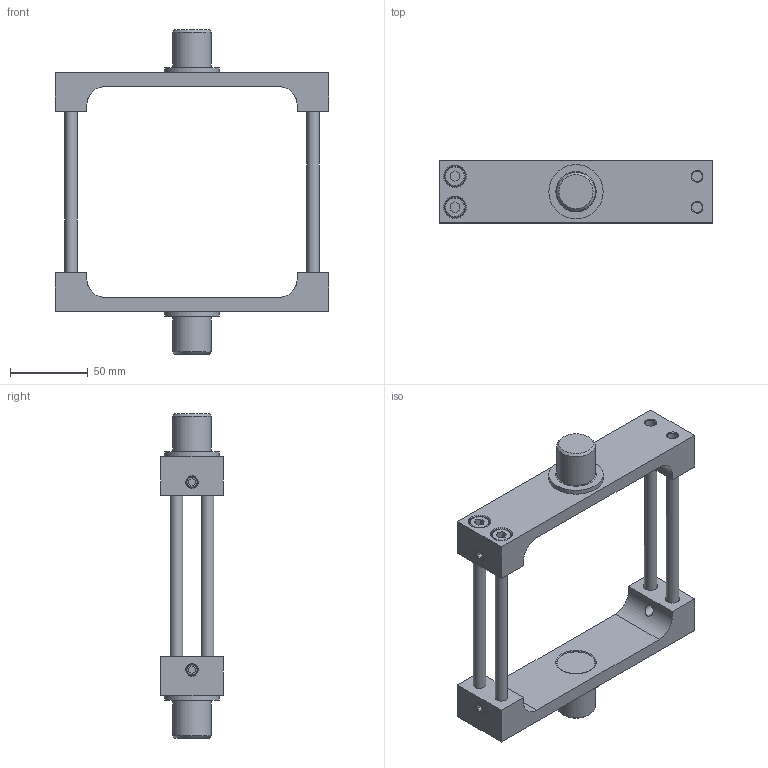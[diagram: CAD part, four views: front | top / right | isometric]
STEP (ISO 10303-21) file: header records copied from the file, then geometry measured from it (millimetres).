
FILE_DESCRIPTION((''),'2;1');
FILE_NAME('CERI125X.stp','2014-09-25T15:23:19',('pc6'),(''),'Autodesk Inventor 2011','Autodesk Inventor 2011','');
FILE_SCHEMA(('AUTOMOTIVE_DESIGN { 1 0 10303 214 1 1 1 1 }'));
Length unit declared in the file: millimetre
Products named in the file (5): CERI125X; STF125X; PPC100125X; VM8140; GRM816
Assembly tree (12 placements, depth 2):
  CERI125X
    STF125X  x2
    PPC100125X  x2
    VM8140  x4
    GRM816  x4
Bounding box: 176 x 40 x 209 mm (x, y, z)
Volume: 231833.7 mm3; surface area: 76437.5 mm2
Topology: 12 solids, 12 shells, 206 faces, 438 edges, 278 vertices
Faces by surface type: plane 110, cone 44, cylinder 42, torus 10
Full cylindrical faces by diameter (mm): 6.647 x8, 8 x8, 8.5 x4, 13 x4, 13.5 x4, 24.6 x2, 25 x6, 35 x2
Entity records: 2108 total; most frequent: CARTESIAN_POINT 377, DIRECTION 360, ORIENTED_EDGE 240, AXIS2_PLACEMENT_3D 149, EDGE_LOOP 136, EDGE_CURVE 120, VERTEX_POINT 98, FACE_OUTER_BOUND 76
